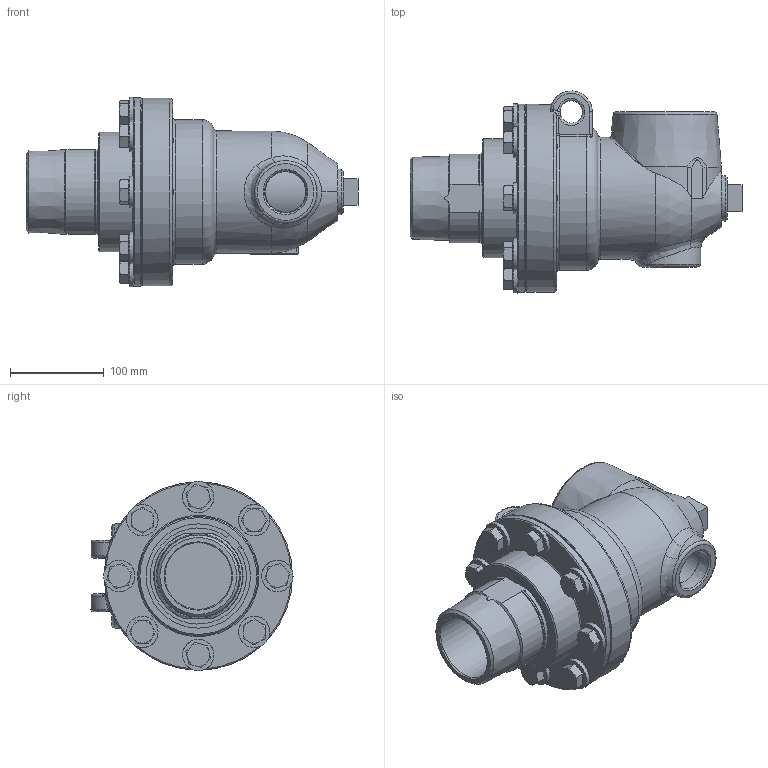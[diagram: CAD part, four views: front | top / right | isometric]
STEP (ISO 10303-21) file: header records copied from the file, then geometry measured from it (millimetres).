
FILE_DESCRIPTION(/* description */ (''),/* implementation_level */ '2;1');
FILE_NAME(/* name */ 'BC-54000-48-50-IC.stp',/* time_stamp */ '2020-05-21T08:07:56-05:00',/* author */ ('GALINDOLM'),/* organization */ (''),/* preprocessor_version */ 'ST-DEVELOPER v18',/* originating_system */ 'Autodesk Inventor 2020',/* authorisation */ '');
FILE_SCHEMA (('AUTOMOTIVE_DESIGN { 1 0 10303 214 3 1 1 }'));
Length unit declared in the file: millimetre
Products named in the file (1): BC-54000-48-50-IC_Shrinkwrap_1
Bounding box: 353.66 x 215.18 x 201.75 mm (x, y, z)
Volume: 3981874.1 mm3; surface area: 309659.8 mm2
Topology: 1 solids, 9 shells, 1019 faces, 2598 edges, 1678 vertices
Faces by surface type: plane 538, bspline 255, cylinder 121, cone 80, torus 19, sphere 6
Full cylindrical faces by diameter (mm): 13.386 x8, 15.875 x8, 17.272 x8, 17.475 x8, 17.729 x8, 23.825 x8, 23.876 x2, 33.35 x8, 43.256 x1, 71 x1, 82.55 x1, 110.998 x1, 113.792 x1, 127 x1, 130.048 x1, 198.882 x1, 200.152 x1, 200.66 x1
Entity records: 35940 total; most frequent: CARTESIAN_POINT 11765, ORIENTED_EDGE 5192, DIRECTION 4100, EDGE_CURVE 2596, VERTEX_POINT 1678, AXIS2_PLACEMENT_3D 1376, LINE 1348, VECTOR 1348
